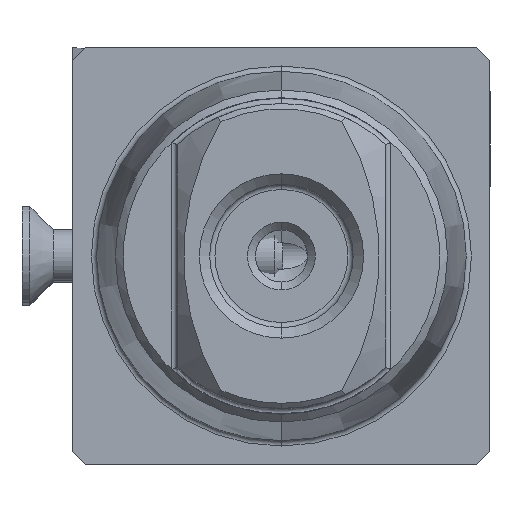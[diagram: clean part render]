
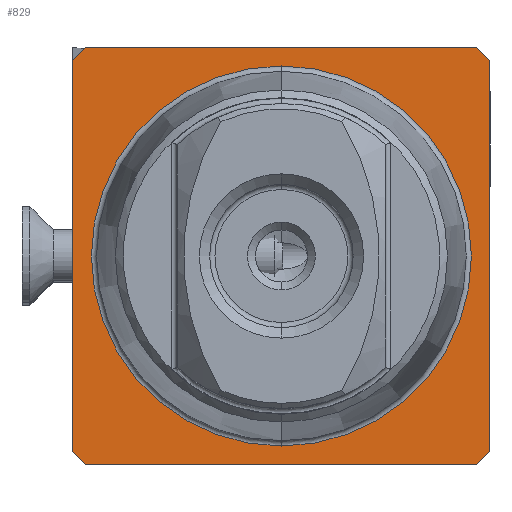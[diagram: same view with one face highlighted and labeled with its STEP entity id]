
A CAD part, left-side view. The second image highlights one B-rep face of the part: STEP entity #829.
In plain terms, the highlighted planar face has unit normal (-1, 0, 0).
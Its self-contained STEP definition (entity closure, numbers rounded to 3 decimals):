
#129 = ORIENTED_EDGE ( 'NONE', *, *, #2154, .T. ) ;
#170 = CARTESIAN_POINT ( 'NONE',  ( 0., 7.287, -8. ) ) ;
#186 = CARTESIAN_POINT ( 'NONE',  ( 0., -8., -7.5 ) ) ;
#302 = CARTESIAN_POINT ( 'NONE',  ( 0., -8., 0. ) ) ;
#310 = EDGE_CURVE ( 'NONE', #4569, #1816, #686, .T. ) ;
#393 = VECTOR ( 'NONE', #692, 1000. ) ;
#508 = ORIENTED_EDGE ( 'NONE', *, *, #2229, .T. ) ;
#686 = LINE ( 'NONE', #2918, #1046 ) ;
#692 = DIRECTION ( 'NONE',  ( 0., -1., 0. ) ) ;
#829 = ADVANCED_FACE ( 'NONE', ( #4675, #3631 ), #5773, .F. ) ;
#1046 = VECTOR ( 'NONE', #4493, 1000. ) ;
#1048 = DIRECTION ( 'NONE',  ( 0., 0., -1. ) ) ;
#1256 = LINE ( 'NONE', #170, #393 ) ;
#1512 = VECTOR ( 'NONE', #6159, 1000. ) ;
#1555 = LINE ( 'NONE', #2049, #4459 ) ;
#1629 = ORIENTED_EDGE ( 'NONE', *, *, #3607, .F. ) ;
#1816 = VERTEX_POINT ( 'NONE', #5446 ) ;
#1881 = ORIENTED_EDGE ( 'NONE', *, *, #6916, .T. ) ;
#1966 = VECTOR ( 'NONE', #5842, 1000. ) ;
#1993 = VECTOR ( 'NONE', #5892, 1000. ) ;
#2012 = VERTEX_POINT ( 'NONE', #6373 ) ;
#2049 = CARTESIAN_POINT ( 'NONE',  ( 0., 7.287, 8. ) ) ;
#2053 = CARTESIAN_POINT ( 'NONE',  ( 0., 8., 0. ) ) ;
#2154 = EDGE_CURVE ( 'NONE', #2485, #4569, #2395, .T. ) ;
#2229 = EDGE_CURVE ( 'NONE', #3904, #5684, #1256, .T. ) ;
#2290 = EDGE_CURVE ( 'NONE', #3498, #2905, #6794, .T. ) ;
#2395 = LINE ( 'NONE', #302, #1512 ) ;
#2485 = VERTEX_POINT ( 'NONE', #186 ) ;
#2520 = VERTEX_POINT ( 'NONE', #5332 ) ;
#2631 = CARTESIAN_POINT ( 'NONE',  ( 0., 0., 0. ) ) ;
#2651 = LINE ( 'NONE', #5343, #1966 ) ;
#2800 = CIRCLE ( 'NONE', #6608, 7.287 ) ;
#2809 = LINE ( 'NONE', #3753, #1993 ) ;
#2905 = VERTEX_POINT ( 'NONE', #5498 ) ;
#2918 = CARTESIAN_POINT ( 'NONE',  ( 0., -7.5, 8. ) ) ;
#2922 = ORIENTED_EDGE ( 'NONE', *, *, #4418, .T. ) ;
#2939 = AXIS2_PLACEMENT_3D ( 'NONE', #4225, #3666, #1048 ) ;
#2967 = VERTEX_POINT ( 'NONE', #5527 ) ;
#3092 = LINE ( 'NONE', #4107, #5364 ) ;
#3141 = EDGE_CURVE ( 'NONE', #5684, #2485, #2651, .T. ) ;
#3175 = DIRECTION ( 'NONE',  ( 0., 0., 1. ) ) ;
#3226 = CARTESIAN_POINT ( 'NONE',  ( 0., -7.5, -8. ) ) ;
#3247 = DIRECTION ( 'NONE',  ( -1., 0., 0. ) ) ;
#3409 = AXIS2_PLACEMENT_3D ( 'NONE', #5234, #3247, #3175 ) ;
#3498 = VERTEX_POINT ( 'NONE', #5665 ) ;
#3607 = EDGE_CURVE ( 'NONE', #2967, #2520, #5638, .T. ) ;
#3631 = FACE_OUTER_BOUND ( 'NONE', #4438, .T. ) ;
#3666 = DIRECTION ( 'NONE',  ( 1., 0., 0. ) ) ;
#3753 = CARTESIAN_POINT ( 'NONE',  ( 0., 8., 7.5 ) ) ;
#3904 = VERTEX_POINT ( 'NONE', #4281 ) ;
#4107 = CARTESIAN_POINT ( 'NONE',  ( 0., 7.5, -8. ) ) ;
#4153 = DIRECTION ( 'NONE',  ( 0., 0., 1. ) ) ;
#4177 = DIRECTION ( 'NONE',  ( 0., 1., 0. ) ) ;
#4225 = CARTESIAN_POINT ( 'NONE',  ( 0., 7.287, 0. ) ) ;
#4263 = EDGE_CURVE ( 'NONE', #2520, #2967, #2800, .T. ) ;
#4281 = CARTESIAN_POINT ( 'NONE',  ( 0., 7.5, -8. ) ) ;
#4418 = EDGE_CURVE ( 'NONE', #3498, #3904, #3092, .T. ) ;
#4438 = EDGE_LOOP ( 'NONE', ( #129, #6750, #5039, #1881, #5658, #2922, #508, #5536 ) ) ;
#4459 = VECTOR ( 'NONE', #4177, 1000. ) ;
#4493 = DIRECTION ( 'NONE',  ( 0., 0.707, 0.707 ) ) ;
#4569 = VERTEX_POINT ( 'NONE', #6454 ) ;
#4675 = FACE_BOUND ( 'NONE', #4950, .T. ) ;
#4950 = EDGE_LOOP ( 'NONE', ( #1629, #5198 ) ) ;
#5039 = ORIENTED_EDGE ( 'NONE', *, *, #5189, .T. ) ;
#5189 = EDGE_CURVE ( 'NONE', #1816, #2012, #1555, .T. ) ;
#5198 = ORIENTED_EDGE ( 'NONE', *, *, #4263, .F. ) ;
#5234 = CARTESIAN_POINT ( 'NONE',  ( 0., 0., 0. ) ) ;
#5332 = CARTESIAN_POINT ( 'NONE',  ( 0., 0., -7.287 ) ) ;
#5343 = CARTESIAN_POINT ( 'NONE',  ( 0., -8., -7.5 ) ) ;
#5364 = VECTOR ( 'NONE', #6245, 1000. ) ;
#5446 = CARTESIAN_POINT ( 'NONE',  ( 0., -7.5, 8. ) ) ;
#5498 = CARTESIAN_POINT ( 'NONE',  ( 0., 8., 7.5 ) ) ;
#5527 = CARTESIAN_POINT ( 'NONE',  ( 0., 0., 7.287 ) ) ;
#5536 = ORIENTED_EDGE ( 'NONE', *, *, #3141, .T. ) ;
#5638 = CIRCLE ( 'NONE', #3409, 7.287 ) ;
#5658 = ORIENTED_EDGE ( 'NONE', *, *, #2290, .F. ) ;
#5665 = CARTESIAN_POINT ( 'NONE',  ( 0., 8., -7.5 ) ) ;
#5684 = VERTEX_POINT ( 'NONE', #3226 ) ;
#5720 = DIRECTION ( 'NONE',  ( 0., 0., 1. ) ) ;
#5773 = PLANE ( 'NONE',  #2939 ) ;
#5842 = DIRECTION ( 'NONE',  ( 0., -0.707, 0.707 ) ) ;
#5851 = DIRECTION ( 'NONE',  ( -1., 0., 0. ) ) ;
#5892 = DIRECTION ( 'NONE',  ( 0., 0.707, -0.707 ) ) ;
#6098 = VECTOR ( 'NONE', #4153, 1000. ) ;
#6159 = DIRECTION ( 'NONE',  ( 0., 0., 1. ) ) ;
#6245 = DIRECTION ( 'NONE',  ( 0., -0.707, -0.707 ) ) ;
#6373 = CARTESIAN_POINT ( 'NONE',  ( 0., 7.5, 8. ) ) ;
#6454 = CARTESIAN_POINT ( 'NONE',  ( 0., -8., 7.5 ) ) ;
#6608 = AXIS2_PLACEMENT_3D ( 'NONE', #2631, #5851, #5720 ) ;
#6750 = ORIENTED_EDGE ( 'NONE', *, *, #310, .T. ) ;
#6794 = LINE ( 'NONE', #2053, #6098 ) ;
#6916 = EDGE_CURVE ( 'NONE', #2012, #2905, #2809, .T. ) ;
